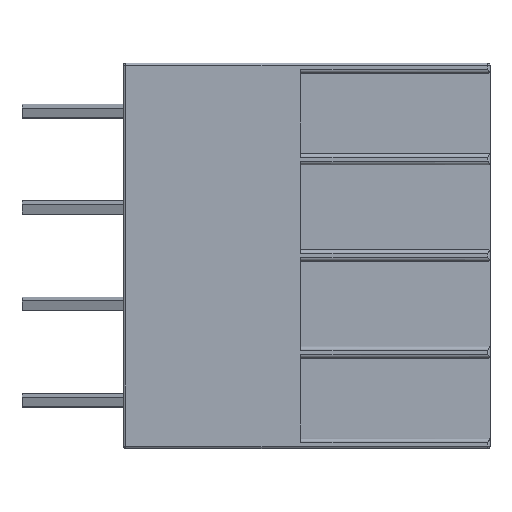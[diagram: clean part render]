
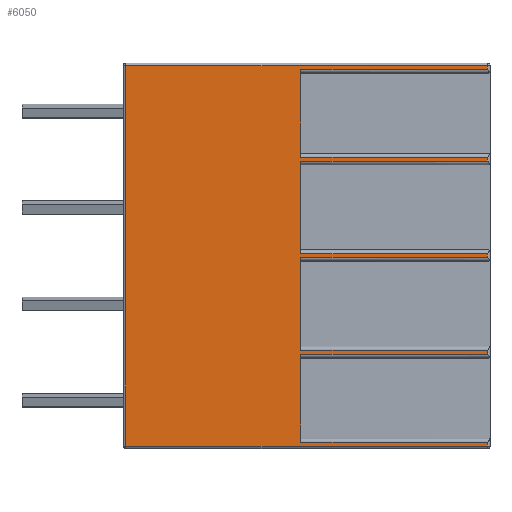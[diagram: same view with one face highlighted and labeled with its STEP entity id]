
A CAD part, top view. The second image highlights one B-rep face of the part: STEP entity #6050.
In plain terms, the highlighted planar face has unit normal (0, 0, 1).
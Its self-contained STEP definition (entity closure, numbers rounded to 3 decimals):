
#1076=DIRECTION('',(1.,0.,0.));
#1077=VECTOR('',#1076,28.6);
#1078=CARTESIAN_POINT('',(-10.95,0.2,6.956));
#1079=LINE('',#1078,#1077);
#1080=DIRECTION('',(0.,1.,0.));
#1081=VECTOR('',#1080,30.08);
#1082=CARTESIAN_POINT('',(-10.95,0.2,6.956));
#1083=LINE('',#1082,#1081);
#1084=DIRECTION('',(-1.,0.,0.));
#1085=VECTOR('',#1084,28.6);
#1086=CARTESIAN_POINT('',(17.65,30.28,6.956));
#1087=LINE('',#1086,#1085);
#1088=DIRECTION('',(1.,0.,0.));
#1089=VECTOR('',#1088,14.75);
#1090=CARTESIAN_POINT('',(2.9,29.97,6.956));
#1091=LINE('',#1090,#1089);
#1092=DIRECTION('',(0.,-1.,0.));
#1093=VECTOR('',#1092,6.94);
#1094=CARTESIAN_POINT('',(2.9,29.97,6.956));
#1095=LINE('',#1094,#1093);
#1096=DIRECTION('',(1.,0.,0.));
#1097=VECTOR('',#1096,14.75);
#1098=CARTESIAN_POINT('',(2.9,23.03,6.956));
#1099=LINE('',#1098,#1097);
#1100=DIRECTION('',(1.,0.,0.));
#1101=VECTOR('',#1100,14.75);
#1102=CARTESIAN_POINT('',(2.9,22.735,6.956));
#1103=LINE('',#1102,#1101);
#1104=DIRECTION('',(0.,-1.,0.));
#1105=VECTOR('',#1104,7.32);
#1106=CARTESIAN_POINT('',(2.9,22.735,6.956));
#1107=LINE('',#1106,#1105);
#1108=DIRECTION('',(-1.,0.,0.));
#1109=VECTOR('',#1108,14.75);
#1110=CARTESIAN_POINT('',(17.65,15.415,6.956));
#1111=LINE('',#1110,#1109);
#1112=DIRECTION('',(1.,0.,0.));
#1113=VECTOR('',#1112,14.75);
#1114=CARTESIAN_POINT('',(2.9,15.115,6.956));
#1115=LINE('',#1114,#1113);
#1116=DIRECTION('',(0.,-1.,0.));
#1117=VECTOR('',#1116,7.32);
#1118=CARTESIAN_POINT('',(2.9,15.115,6.956));
#1119=LINE('',#1118,#1117);
#1120=DIRECTION('',(-1.,0.,0.));
#1121=VECTOR('',#1120,14.75);
#1122=CARTESIAN_POINT('',(17.65,7.795,6.956));
#1123=LINE('',#1122,#1121);
#1124=DIRECTION('',(-1.,0.,0.));
#1125=VECTOR('',#1124,14.75);
#1126=CARTESIAN_POINT('',(17.65,7.45,6.956));
#1127=LINE('',#1126,#1125);
#1128=DIRECTION('',(0.,1.,0.));
#1129=VECTOR('',#1128,6.94);
#1130=CARTESIAN_POINT('',(2.9,0.51,6.956));
#1131=LINE('',#1130,#1129);
#1132=DIRECTION('',(-1.,0.,0.));
#1133=VECTOR('',#1132,14.75);
#1134=CARTESIAN_POINT('',(17.65,0.51,6.956));
#1135=LINE('',#1134,#1133);
#1155=DIRECTION('',(0.,1.,0.));
#1156=VECTOR('',#1155,0.295);
#1157=CARTESIAN_POINT('',(17.65,22.735,6.956));
#1158=LINE('',#1157,#1156);
#1177=DIRECTION('',(0.,1.,0.));
#1178=VECTOR('',#1177,0.3);
#1179=CARTESIAN_POINT('',(17.65,15.115,6.956));
#1180=LINE('',#1179,#1178);
#1199=DIRECTION('',(0.,1.,0.));
#1200=VECTOR('',#1199,0.345);
#1201=CARTESIAN_POINT('',(17.65,7.45,6.956));
#1202=LINE('',#1201,#1200);
#1217=DIRECTION('',(0.,1.,0.));
#1218=VECTOR('',#1217,0.31);
#1219=CARTESIAN_POINT('',(17.65,0.2,6.956));
#1220=LINE('',#1219,#1218);
#1244=DIRECTION('',(0.,1.,0.));
#1245=VECTOR('',#1244,0.31);
#1246=CARTESIAN_POINT('',(17.65,29.97,6.956));
#1247=LINE('',#1246,#1245);
#4055=CARTESIAN_POINT('',(2.9,29.97,6.956));
#4056=CARTESIAN_POINT('',(2.9,23.03,6.956));
#4057=VERTEX_POINT('',#4055);
#4058=VERTEX_POINT('',#4056);
#4059=CARTESIAN_POINT('',(17.65,29.97,6.956));
#4060=VERTEX_POINT('',#4059);
#4061=CARTESIAN_POINT('',(17.65,23.03,6.956));
#4062=VERTEX_POINT('',#4061);
#4153=CARTESIAN_POINT('',(2.9,22.735,6.956));
#4154=CARTESIAN_POINT('',(17.65,22.735,6.956));
#4155=VERTEX_POINT('',#4153);
#4156=VERTEX_POINT('',#4154);
#4157=CARTESIAN_POINT('',(17.65,15.415,6.956));
#4158=CARTESIAN_POINT('',(2.9,15.415,6.956));
#4159=VERTEX_POINT('',#4157);
#4160=VERTEX_POINT('',#4158);
#4323=CARTESIAN_POINT('',(2.9,15.115,6.956));
#4324=CARTESIAN_POINT('',(17.65,15.115,6.956));
#4325=VERTEX_POINT('',#4323);
#4326=VERTEX_POINT('',#4324);
#4327=CARTESIAN_POINT('',(17.65,7.795,6.956));
#4328=CARTESIAN_POINT('',(2.9,7.795,6.956));
#4329=VERTEX_POINT('',#4327);
#4330=VERTEX_POINT('',#4328);
#4537=CARTESIAN_POINT('',(2.9,0.51,6.956));
#4538=VERTEX_POINT('',#4537);
#4539=CARTESIAN_POINT('',(2.9,7.45,6.956));
#4540=VERTEX_POINT('',#4539);
#4549=CARTESIAN_POINT('',(17.65,0.51,6.956));
#4550=VERTEX_POINT('',#4549);
#4551=CARTESIAN_POINT('',(17.65,7.45,6.956));
#4552=VERTEX_POINT('',#4551);
#4805=CARTESIAN_POINT('',(17.65,0.2,6.956));
#4806=VERTEX_POINT('',#4805);
#4807=CARTESIAN_POINT('',(-10.95,0.2,6.956));
#4808=VERTEX_POINT('',#4807);
#4845=CARTESIAN_POINT('',(-10.95,30.28,6.956));
#4846=VERTEX_POINT('',#4845);
#4847=CARTESIAN_POINT('',(17.65,30.28,6.956));
#4848=VERTEX_POINT('',#4847);
#6005=CARTESIAN_POINT('',(-10.95,0.,6.956));
#6006=DIRECTION('',(0.,0.,1.));
#6007=DIRECTION('',(1.,0.,0.));
#6008=AXIS2_PLACEMENT_3D('',#6005,#6006,#6007);
#6009=PLANE('',#6008);
#6011=ORIENTED_EDGE('',*,*,#6010,.F.);
#6013=ORIENTED_EDGE('',*,*,#6012,.T.);
#6015=ORIENTED_EDGE('',*,*,#6014,.F.);
#6017=ORIENTED_EDGE('',*,*,#6016,.F.);
#6018=ORIENTED_EDGE('',*,*,#5994,.F.);
#6019=ORIENTED_EDGE('',*,*,#5984,.T.);
#6021=ORIENTED_EDGE('',*,*,#6020,.T.);
#6023=ORIENTED_EDGE('',*,*,#6022,.F.);
#6025=ORIENTED_EDGE('',*,*,#6024,.F.);
#6027=ORIENTED_EDGE('',*,*,#6026,.T.);
#6029=ORIENTED_EDGE('',*,*,#6028,.F.);
#6031=ORIENTED_EDGE('',*,*,#6030,.F.);
#6033=ORIENTED_EDGE('',*,*,#6032,.F.);
#6035=ORIENTED_EDGE('',*,*,#6034,.T.);
#6037=ORIENTED_EDGE('',*,*,#6036,.F.);
#6039=ORIENTED_EDGE('',*,*,#6038,.F.);
#6041=ORIENTED_EDGE('',*,*,#6040,.T.);
#6043=ORIENTED_EDGE('',*,*,#6042,.F.);
#6045=ORIENTED_EDGE('',*,*,#6044,.F.);
#6047=ORIENTED_EDGE('',*,*,#6046,.F.);
#6048=EDGE_LOOP('',(#6011,#6013,#6015,#6017,#6018,#6019,#6021,#6023,#6025,#6027,
#6029,#6031,#6033,#6035,#6037,#6039,#6041,#6043,#6045,#6047));
#6049=FACE_OUTER_BOUND('',#6048,.F.);
#6050=ADVANCED_FACE('',(#6049),#6009,.T.);
#5984=EDGE_CURVE('',#4057,#4058,#1095,.T.);
#5994=EDGE_CURVE('',#4057,#4060,#1091,.T.);
#6010=EDGE_CURVE('',#4808,#4806,#1079,.T.);
#6012=EDGE_CURVE('',#4808,#4846,#1083,.T.);
#6014=EDGE_CURVE('',#4848,#4846,#1087,.T.);
#6016=EDGE_CURVE('',#4060,#4848,#1247,.T.);
#6020=EDGE_CURVE('',#4058,#4062,#1099,.T.);
#6022=EDGE_CURVE('',#4156,#4062,#1158,.T.);
#6024=EDGE_CURVE('',#4155,#4156,#1103,.T.);
#6026=EDGE_CURVE('',#4155,#4160,#1107,.T.);
#6028=EDGE_CURVE('',#4159,#4160,#1111,.T.);
#6030=EDGE_CURVE('',#4326,#4159,#1180,.T.);
#6032=EDGE_CURVE('',#4325,#4326,#1115,.T.);
#6034=EDGE_CURVE('',#4325,#4330,#1119,.T.);
#6036=EDGE_CURVE('',#4329,#4330,#1123,.T.);
#6038=EDGE_CURVE('',#4552,#4329,#1202,.T.);
#6040=EDGE_CURVE('',#4552,#4540,#1127,.T.);
#6042=EDGE_CURVE('',#4538,#4540,#1131,.T.);
#6044=EDGE_CURVE('',#4550,#4538,#1135,.T.);
#6046=EDGE_CURVE('',#4806,#4550,#1220,.T.);
